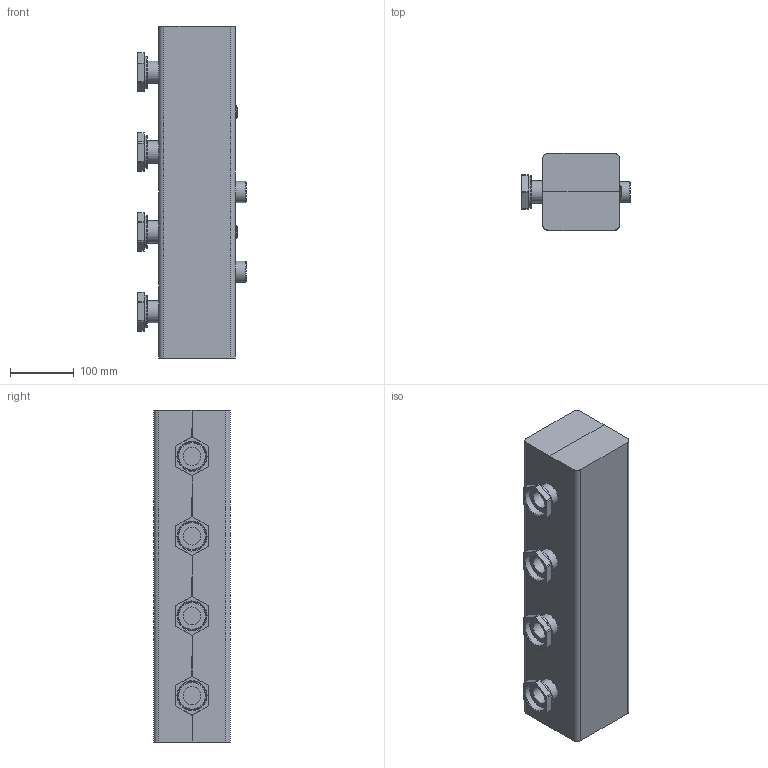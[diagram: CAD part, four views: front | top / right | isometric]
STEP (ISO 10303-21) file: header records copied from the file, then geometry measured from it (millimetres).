
FILE_DESCRIPTION(/* description */ (''),/* implementation_level */ '2;1');
FILE_NAME(/* name */ 'C60 2F DN25.stp',/* time_stamp */ '2015-09-28T19:44:44+02:00',/* author */ ('ARTUR'),/* organization */ (''),/* preprocessor_version */ 'ST-DEVELOPER v15.6',/* originating_system */ 'Autodesk Inventor 2015',/* authorisation */ '');
FILE_SCHEMA (('CONFIG_CONTROL_DESIGN'));
Length unit declared in the file: millimetre
Products named in the file (5): C602F-01.00; C602F-02.00; nakrętka GW 1 1_2; C602F-02.00_MIR; C60 2F DN25
Bounding box: 170 x 120 x 520 mm (x, y, z)
Volume: 7371395.8 mm3; surface area: 676287.9 mm2
Topology: 7 solids, 7 shells, 238 faces, 544 edges, 348 vertices
Faces by surface type: plane 130, cylinder 84, cone 12, torus 12
Full cylindrical faces by diameter (mm): 8 x2, 20 x2, 25 x1, 28 x6, 30 x1, 33 x3, 35 x4, 36 x4, 37 x1, 45 x4, 51 x4
Entity records: 4393 total; most frequent: DIRECTION 792, CARTESIAN_POINT 715, ORIENTED_EDGE 632, EDGE_CURVE 316, AXIS2_PLACEMENT_3D 307, VERTEX_POINT 230, EDGE_LOOP 222, LINE 178
